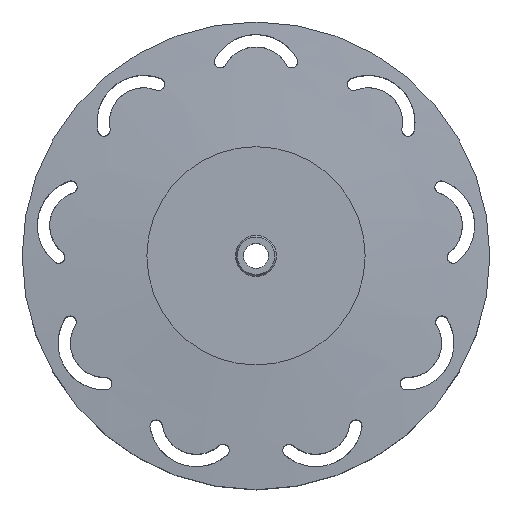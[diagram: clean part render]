
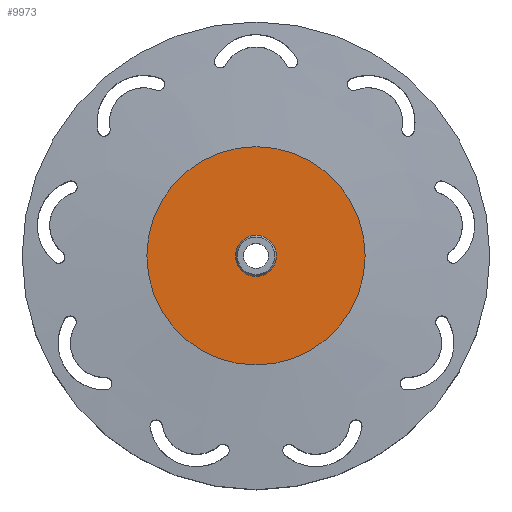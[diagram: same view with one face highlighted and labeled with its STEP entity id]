
A CAD part, top view. The second image highlights one B-rep face of the part: STEP entity #9973.
In plain terms, the highlighted planar face has unit normal (0, 0, 1).
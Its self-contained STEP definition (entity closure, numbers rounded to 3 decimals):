
#158=PLANE('',#10537);
#389=FACE_BOUND('',#1029,.T.);
#496=FACE_OUTER_BOUND('',#1028,.T.);
#1028=EDGE_LOOP('',(#6712));
#1029=EDGE_LOOP('',(#6713));
#1772=CIRCLE('',#10536,6.577);
#1773=CIRCLE('',#10538,35.);
#3959=VERTEX_POINT('',#15538);
#3960=VERTEX_POINT('',#15541);
#5061=EDGE_CURVE('',#3959,#3959,#1772,.T.);
#5062=EDGE_CURVE('',#3960,#3960,#1773,.T.);
#6712=ORIENTED_EDGE('',*,*,#5062,.F.);
#6713=ORIENTED_EDGE('',*,*,#5061,.T.);
#9973=ADVANCED_FACE('',(#496,#389),#158,.T.);
#10536=AXIS2_PLACEMENT_3D('',#15539,#11745,#11746);
#10537=AXIS2_PLACEMENT_3D('',#15540,#11747,#11748);
#10538=AXIS2_PLACEMENT_3D('',#15542,#11749,#11750);
#11745=DIRECTION('center_axis',(0.,0.,-1.));
#11746=DIRECTION('ref_axis',(1.,0.,0.));
#11747=DIRECTION('center_axis',(0.,0.,1.));
#11748=DIRECTION('ref_axis',(1.,0.,0.));
#11749=DIRECTION('center_axis',(0.,0.,-1.));
#11750=DIRECTION('ref_axis',(1.,0.,0.));
#15538=CARTESIAN_POINT('',(-7.2,34.759,111.65));
#15539=CARTESIAN_POINT('Origin',(-7.2,41.337,111.65));
#15540=CARTESIAN_POINT('Origin',(-7.2,6.337,111.65));
#15541=CARTESIAN_POINT('',(-7.2,6.337,111.65));
#15542=CARTESIAN_POINT('Origin',(-7.2,41.337,111.65));
